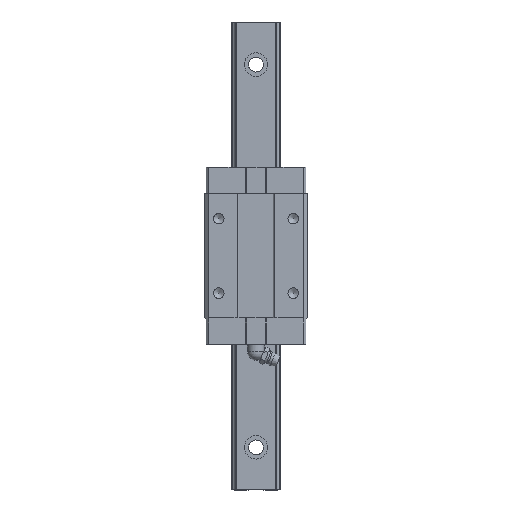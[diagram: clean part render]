
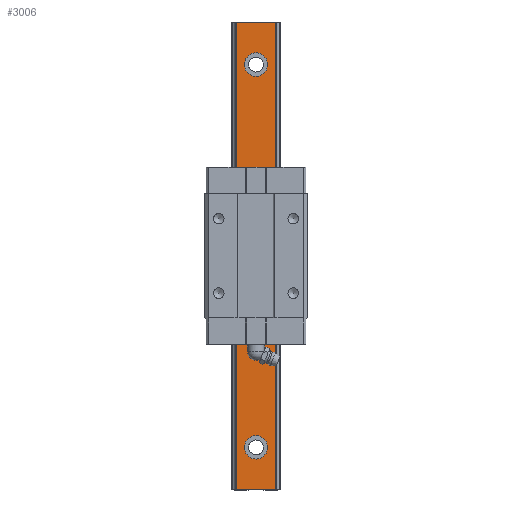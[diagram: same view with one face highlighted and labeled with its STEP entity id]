
A CAD part, top view. The second image highlights one B-rep face of the part: STEP entity #3006.
In plain terms, the highlighted planar face has unit normal (0, 0, 1).
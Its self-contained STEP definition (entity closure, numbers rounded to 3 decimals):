
#152=CIRCLE('',#3851,5.5);
#157=CIRCLE('',#3862,5.5);
#162=CIRCLE('',#3873,5.5);
#180=CIRCLE('',#3915,5.5);
#416=ORIENTED_EDGE('',*,*,#1152,.T.);
#417=ORIENTED_EDGE('',*,*,#1161,.T.);
#418=ORIENTED_EDGE('',*,*,#1170,.T.);
#419=ORIENTED_EDGE('',*,*,#1237,.T.);
#420=ORIENTED_EDGE('',*,*,#1238,.T.);
#421=ORIENTED_EDGE('',*,*,#1239,.F.);
#422=ORIENTED_EDGE('',*,*,#1240,.F.);
#423=ORIENTED_EDGE('',*,*,#1235,.T.);
#1152=EDGE_CURVE('',#1584,#1584,#152,.T.);
#1161=EDGE_CURVE('',#1591,#1591,#157,.T.);
#1170=EDGE_CURVE('',#1598,#1598,#162,.T.);
#1235=EDGE_CURVE('',#1642,#1641,#1932,.T.);
#1237=EDGE_CURVE('',#1643,#1643,#180,.T.);
#1238=EDGE_CURVE('',#1641,#1644,#1933,.T.);
#1239=EDGE_CURVE('',#1645,#1644,#1934,.T.);
#1240=EDGE_CURVE('',#1642,#1645,#1935,.T.);
#1584=VERTEX_POINT('',#5092);
#1591=VERTEX_POINT('',#5112);
#1598=VERTEX_POINT('',#5132);
#1641=VERTEX_POINT('',#5260);
#1642=VERTEX_POINT('',#5262);
#1643=VERTEX_POINT('',#5266);
#1644=VERTEX_POINT('',#5268);
#1645=VERTEX_POINT('',#5270);
#1932=LINE('',#5261,#2202);
#1933=LINE('',#5267,#2203);
#1934=LINE('',#5269,#2204);
#1935=LINE('',#5271,#2205);
#2202=VECTOR('',#4359,1000.);
#2203=VECTOR('',#4366,1000.);
#2204=VECTOR('',#4367,1000.);
#2205=VECTOR('',#4368,1000.);
#2462=EDGE_LOOP('',(#416));
#2463=EDGE_LOOP('',(#417));
#2464=EDGE_LOOP('',(#418));
#2465=EDGE_LOOP('',(#419));
#2466=EDGE_LOOP('',(#420,#421,#422,#423));
#2685=FACE_BOUND('',#2462,.T.);
#2686=FACE_BOUND('',#2463,.T.);
#2687=FACE_BOUND('',#2464,.T.);
#2688=FACE_BOUND('',#2465,.T.);
#2689=FACE_BOUND('',#2466,.T.);
#2889=PLANE('',#3914);
#3006=ADVANCED_FACE('',(#2685,#2686,#2687,#2688,#2689),#2889,.F.);
#3851=AXIS2_PLACEMENT_3D('',#5091,#4185,#4186);
#3862=AXIS2_PLACEMENT_3D('',#5111,#4209,#4210);
#3873=AXIS2_PLACEMENT_3D('',#5131,#4233,#4234);
#3914=AXIS2_PLACEMENT_3D('',#5264,#4362,#4363);
#3915=AXIS2_PLACEMENT_3D('',#5265,#4364,#4365);
#4185=DIRECTION('',(0.,0.,-1.));
#4186=DIRECTION('',(0.,-1.,0.));
#4209=DIRECTION('',(0.,0.,-1.));
#4210=DIRECTION('',(0.,-1.,0.));
#4233=DIRECTION('',(0.,0.,-1.));
#4234=DIRECTION('',(0.,-1.,0.));
#4359=DIRECTION('',(0.,1.,0.));
#4362=DIRECTION('',(0.,0.,-1.));
#4363=DIRECTION('',(-1.,0.,0.));
#4364=DIRECTION('',(0.,0.,-1.));
#4365=DIRECTION('',(0.,-1.,0.));
#4366=DIRECTION('',(-1.,0.,0.));
#4367=DIRECTION('',(0.,1.,0.));
#4368=DIRECTION('',(-1.,0.,0.));
#5091=CARTESIAN_POINT('',(0.,-90.,20.));
#5092=CARTESIAN_POINT('',(0.,-95.5,20.));
#5111=CARTESIAN_POINT('',(0.,-30.,20.));
#5112=CARTESIAN_POINT('',(0.,-35.5,20.));
#5131=CARTESIAN_POINT('',(0.,30.,20.));
#5132=CARTESIAN_POINT('',(0.,24.5,20.));
#5260=CARTESIAN_POINT('',(9.286,110.,20.));
#5261=CARTESIAN_POINT('',(9.286,-110.,20.));
#5262=CARTESIAN_POINT('',(9.286,-110.,20.));
#5264=CARTESIAN_POINT('',(9.286,-110.,20.));
#5265=CARTESIAN_POINT('',(0.,90.,20.));
#5266=CARTESIAN_POINT('',(0.,84.5,20.));
#5267=CARTESIAN_POINT('',(9.286,110.,20.));
#5268=CARTESIAN_POINT('',(-9.286,110.,20.));
#5269=CARTESIAN_POINT('',(-9.286,-110.,20.));
#5270=CARTESIAN_POINT('',(-9.286,-110.,20.));
#5271=CARTESIAN_POINT('',(9.286,-110.,20.));
